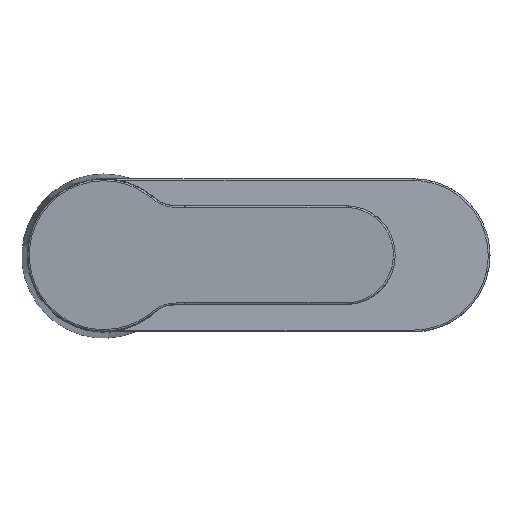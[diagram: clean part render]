
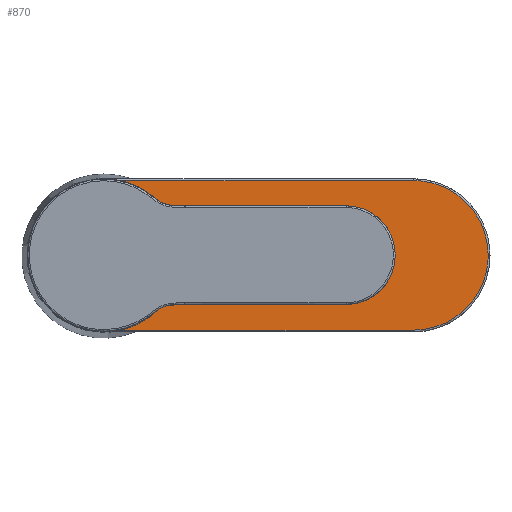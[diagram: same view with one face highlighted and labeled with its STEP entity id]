
A CAD part, top view. The second image highlights one B-rep face of the part: STEP entity #870.
In plain terms, the highlighted planar face has unit normal (0, 0, 1).
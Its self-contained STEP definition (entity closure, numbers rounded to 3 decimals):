
#35=PLANE('',#1213);
#81=LINE('',#1385,#91);
#82=LINE('',#1538,#92);
#91=VECTOR('',#1253,1000.);
#92=VECTOR('',#1262,1000.);
#108=CIRCLE('',#1209,20.507);
#174=ORIENTED_EDGE('',*,*,#391,.T.);
#175=ORIENTED_EDGE('',*,*,#384,.T.);
#176=ORIENTED_EDGE('',*,*,#387,.T.);
#177=ORIENTED_EDGE('',*,*,#393,.T.);
#178=ORIENTED_EDGE('',*,*,#399,.T.);
#179=ORIENTED_EDGE('',*,*,#401,.T.);
#180=ORIENTED_EDGE('',*,*,#397,.T.);
#384=EDGE_CURVE('',#524,#523,#609,.T.);
#387=EDGE_CURVE('',#523,#526,#81,.F.);
#391=EDGE_CURVE('',#527,#524,#108,.T.);
#393=EDGE_CURVE('',#526,#530,#615,.T.);
#397=EDGE_CURVE('',#531,#527,#619,.T.);
#399=EDGE_CURVE('',#530,#534,#621,.T.);
#401=EDGE_CURVE('',#534,#531,#82,.T.);
#523=VERTEX_POINT('',#1368);
#524=VERTEX_POINT('',#1373);
#526=VERTEX_POINT('',#1384);
#527=VERTEX_POINT('',#1395);
#530=VERTEX_POINT('',#1437);
#531=VERTEX_POINT('',#1471);
#534=VERTEX_POINT('',#1519);
#609=B_SPLINE_CURVE_WITH_KNOTS('',3,(#1369,#1370,#1371,#1372),
 .UNSPECIFIED.,.F.,.F.,(4,4),(0.,0.),
 .UNSPECIFIED.);
#615=B_SPLINE_CURVE_WITH_KNOTS('',3,(#1438,#1439,#1440,#1441,#1442,#1443,
#1444,#1445,#1446,#1447),.UNSPECIFIED.,.F.,.F.,(4,1,1,1,1,1,1,4),(0.,0.008,
0.012,0.016,0.02,0.024,
0.028,0.032),.UNSPECIFIED.);
#619=B_SPLINE_CURVE_WITH_KNOTS('',3,(#1477,#1478,#1479,#1480),
 .UNSPECIFIED.,.F.,.F.,(4,4),(0.,0.),.UNSPECIFIED.);
#621=B_SPLINE_CURVE_WITH_KNOTS('',3,(#1520,#1521,#1522,#1523,#1524,#1525,
#1526,#1527,#1528,#1529),.UNSPECIFIED.,.F.,.F.,(4,1,1,1,1,1,1,4),(0.,0.008,
0.012,0.016,0.02,0.024,
0.028,0.032),.UNSPECIFIED.);
#731=EDGE_LOOP('',(#174,#175,#176,#177,#178,#179,#180));
#798=FACE_BOUND('',#731,.T.);
#870=ADVANCED_FACE('',(#798),#35,.T.);
#1209=AXIS2_PLACEMENT_3D('',#1398,#1258,#1259);
#1213=AXIS2_PLACEMENT_3D('',#1909,#1267,#1268);
#1253=DIRECTION('',(-1.,0.,0.));
#1258=DIRECTION('',(0.,0.,1.));
#1259=DIRECTION('',(0.,1.,0.));
#1262=DIRECTION('',(-1.,0.,0.));
#1267=DIRECTION('',(0.,0.,1.));
#1268=DIRECTION('',(0.,1.,0.));
#1368=CARTESIAN_POINT('',(1.517,-20.502,70.));
#1369=CARTESIAN_POINT('',(1.06,-20.48,70.));
#1370=CARTESIAN_POINT('',(1.212,-20.495,70.));
#1371=CARTESIAN_POINT('',(1.364,-20.502,70.));
#1372=CARTESIAN_POINT('',(1.517,-20.502,70.));
#1373=CARTESIAN_POINT('',(1.06,-20.48,70.));
#1384=CARTESIAN_POINT('',(84.827,-20.502,70.));
#1385=CARTESIAN_POINT('',(0.,-20.502,70.));
#1395=CARTESIAN_POINT('',(0.611,20.498,70.));
#1398=CARTESIAN_POINT('',(0.,0.,70.));
#1437=CARTESIAN_POINT('',(105.33,0.,70.));
#1438=CARTESIAN_POINT('',(84.827,-20.502,70.));
#1439=CARTESIAN_POINT('',(87.535,-20.502,70.));
#1440=CARTESIAN_POINT('',(91.547,-19.697,70.));
#1441=CARTESIAN_POINT('',(96.312,-17.14,70.));
#1442=CARTESIAN_POINT('',(99.416,-14.591,70.));
#1443=CARTESIAN_POINT('',(101.997,-11.441,70.));
#1444=CARTESIAN_POINT('',(103.886,-7.906,70.));
#1445=CARTESIAN_POINT('',(105.069,-4.008,70.));
#1446=CARTESIAN_POINT('',(105.33,-1.354,70.));
#1447=CARTESIAN_POINT('',(105.33,0.,70.));
#1471=CARTESIAN_POINT('',(1.049,20.502,70.));
#1477=CARTESIAN_POINT('',(1.049,20.502,70.));
#1478=CARTESIAN_POINT('',(0.903,20.495,70.));
#1479=CARTESIAN_POINT('',(0.757,20.493,70.));
#1480=CARTESIAN_POINT('',(0.611,20.498,70.));
#1519=CARTESIAN_POINT('',(84.827,20.502,70.));
#1520=CARTESIAN_POINT('',(105.33,0.,70.));
#1521=CARTESIAN_POINT('',(105.33,2.707,70.));
#1522=CARTESIAN_POINT('',(104.524,6.72,70.));
#1523=CARTESIAN_POINT('',(101.968,11.484,70.));
#1524=CARTESIAN_POINT('',(99.419,14.588,70.));
#1525=CARTESIAN_POINT('',(96.268,17.17,70.));
#1526=CARTESIAN_POINT('',(92.733,19.059,70.));
#1527=CARTESIAN_POINT('',(88.835,20.241,70.));
#1528=CARTESIAN_POINT('',(86.181,20.502,70.));
#1529=CARTESIAN_POINT('',(84.827,20.502,70.));
#1538=CARTESIAN_POINT('',(1.049,20.502,70.));
#1909=CARTESIAN_POINT('',(0.,0.,70.));
